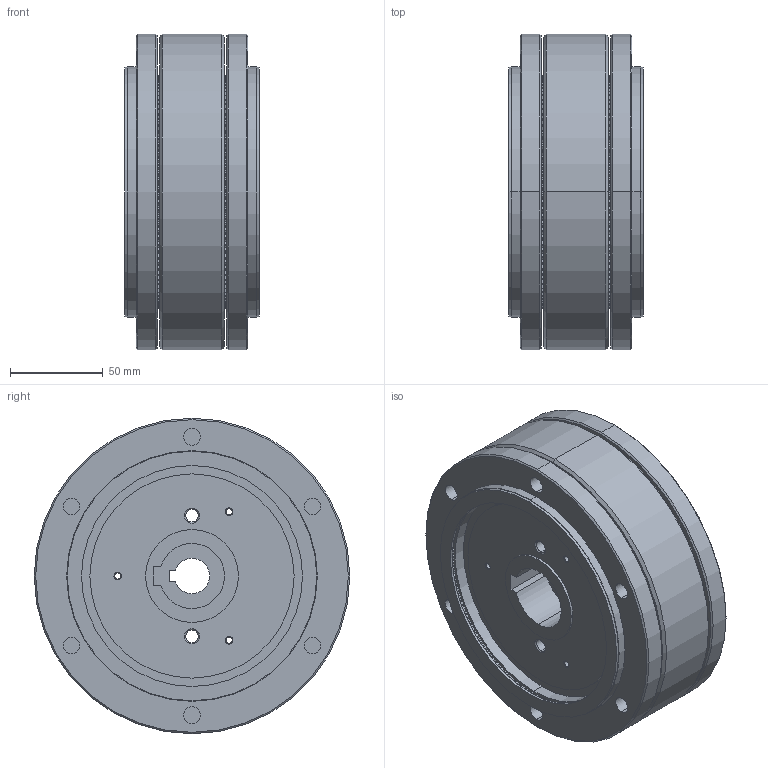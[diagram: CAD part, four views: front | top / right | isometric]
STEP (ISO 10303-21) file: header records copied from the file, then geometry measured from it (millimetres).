
FILE_DESCRIPTION (( 'STEP AP214' ), '1' );
FILE_NAME ('HDB-050-001-M1.STEP', '2018-04-30T17:36:51', ( '' ), ( '' ), 'SwSTEP 2.0', 'SolidWorks 2018', '' );
FILE_SCHEMA (( 'AUTOMOTIVE_DESIGN' ));
Length unit declared in the file: millimetre
Products named in the file (7): HDB-050-002-M1; HDB-050-004-M1; HDB-050-003-M1; HDB-050-005-M1; HDB-050-007-M1; HDB-050-006-M1; HDB-050-001-M1
Assembly tree (9 placements, depth 2):
  HDB-050-001-M1
    HDB-050-002-M1  x2
    HDB-050-003-M1
    HDB-050-004-M1  x2
    HDB-050-005-M1  x2
    HDB-050-006-M1
    HDB-050-007-M1
Bounding box: 72.44 x 170 x 170 mm (x, y, z)
Volume: 1068439.5 mm3; surface area: 296777 mm2
Topology: 9 solids, 9 shells, 3000 faces, 8878 edges, 5908 vertices
Faces by surface type: plane 1954, cylinder 1002, cone 32, torus 12
Entity records: 64848 total; most frequent: CARTESIAN_POINT 17941, ORIENTED_EDGE 10300, DIRECTION 9046, EDGE_CURVE 5150, VERTEX_POINT 3424, VECTOR 3156, LINE 3156, AXIS2_PLACEMENT_3D 2945
